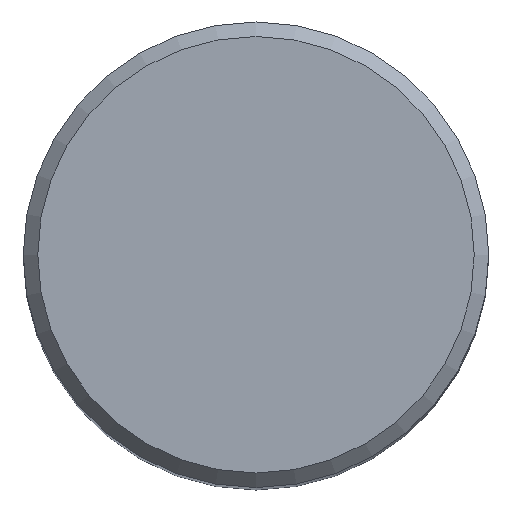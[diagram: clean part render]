
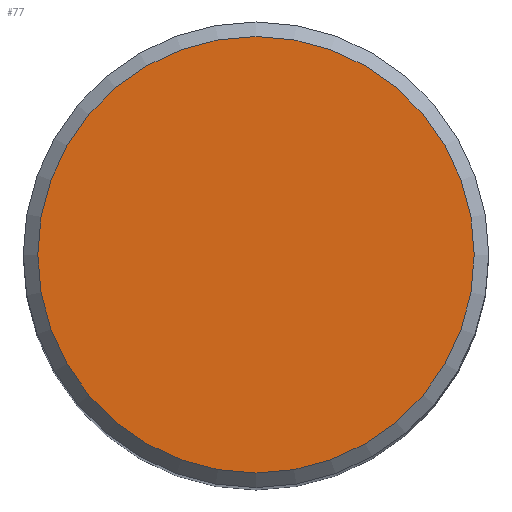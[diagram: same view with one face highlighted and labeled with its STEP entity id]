
A CAD part, top view. The second image highlights one B-rep face of the part: STEP entity #77.
In plain terms, the highlighted planar face has unit normal (0, 0, 1).
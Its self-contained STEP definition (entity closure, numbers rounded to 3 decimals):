
#47=PLANE('',#363);
#52=FACE_OUTER_BOUND('',#158,.T.);
#77=ADVANCED_FACE('',(#52),#47,.F.);
#158=EDGE_LOOP('',(#208));
#208=ORIENTED_EDGE('',*,*,#282,.T.);
#256=VERTEX_POINT('',#535);
#282=EDGE_CURVE('',#256,#256,#307,.T.);
#307=CIRCLE('',#361,7.5);
#361=AXIS2_PLACEMENT_3D('',#534,#425,#426);
#363=AXIS2_PLACEMENT_3D('',#537,#429,#430);
#425=DIRECTION('',(0.,0.,1.));
#426=DIRECTION('',(1.,0.,0.));
#429=DIRECTION('',(0.,0.,-1.));
#430=DIRECTION('',(1.,0.,0.));
#534=CARTESIAN_POINT('',(0.,0.,48.));
#535=CARTESIAN_POINT('',(7.5,0.,48.));
#537=CARTESIAN_POINT('',(0.,7.5,48.));
